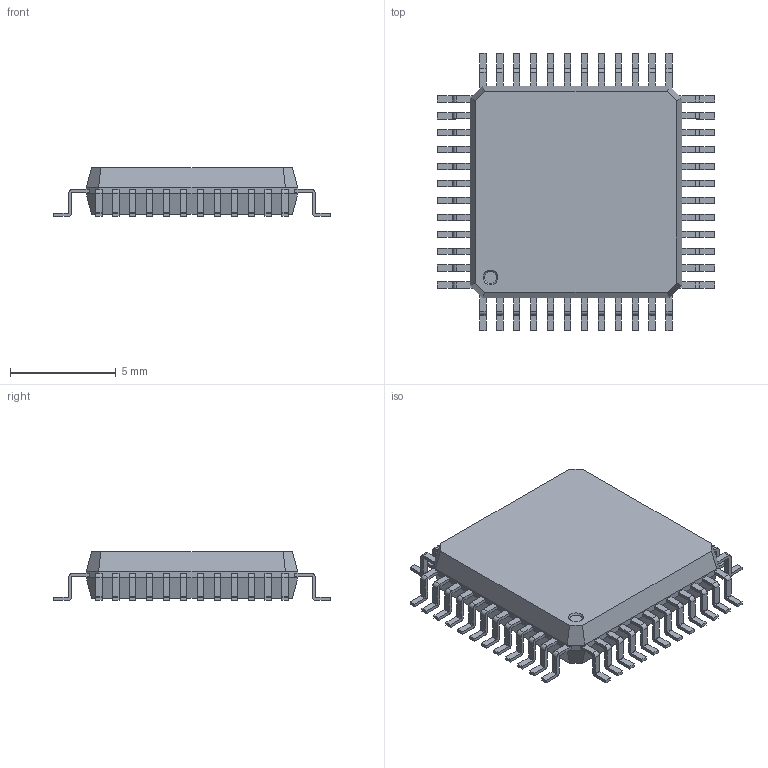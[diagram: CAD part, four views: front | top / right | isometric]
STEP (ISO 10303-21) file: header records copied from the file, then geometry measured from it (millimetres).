
FILE_DESCRIPTION(('STEP AP214'), '1');
FILE_NAME('QFP_package', '2019-01-11T21:26:45', ('Che'), (''), 'ASCON STEP Converter 1.3', 'ASCON Math Kernel', '');
FILE_SCHEMA(('AUTOMOTIVE_DESIGN { 1 0 10303 214 3 1 1}'));
Length unit declared in the file: millimetre
Bounding box: 13.1 x 13.1 x 2.3 mm (x, y, z)
Volume: 214.7 mm3; surface area: 377.4 mm2
Topology: 1 solids, 1 shells, 652 faces, 1811 edges, 1202 vertices
Faces by surface type: plane 459, cylinder 192, cone 1
Entity records: 26028 total; most frequent: CARTESIAN_POINT 3665, ORIENTED_EDGE 3620, DIRECTION 3502, EDGE_CURVE 1810, LINE 1424, VECTOR 1424, VERTEX_POINT 1202, AXIS2_PLACEMENT_3D 1039
